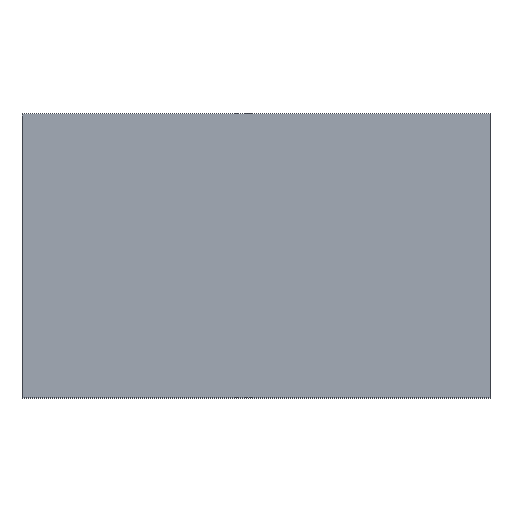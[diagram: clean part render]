
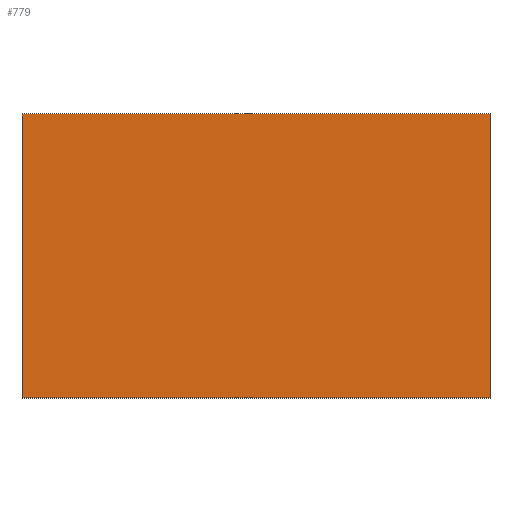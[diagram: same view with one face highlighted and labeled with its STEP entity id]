
A CAD part, top view. The second image highlights one B-rep face of the part: STEP entity #779.
In plain terms, the highlighted planar face has unit normal (0, 0, 1).
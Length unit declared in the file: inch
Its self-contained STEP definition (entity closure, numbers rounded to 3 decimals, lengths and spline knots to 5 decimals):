
#40 = LINE ( 'NONE', #628, #445 ) ;
#48 = ORIENTED_EDGE ( 'NONE', *, *, #242, .T. ) ;
#54 = ORIENTED_EDGE ( 'NONE', *, *, #267, .T. ) ;
#95 = CARTESIAN_POINT ( 'NONE',  ( -1.65, 2., 0.75 ) ) ;
#96 = DIRECTION ( 'NONE',  ( 0., -1., 0. ) ) ;
#112 = CARTESIAN_POINT ( 'NONE',  ( -1.65, 2., 0.75 ) ) ;
#145 = CARTESIAN_POINT ( 'NONE',  ( -1.65, 0., 0.75 ) ) ;
#155 = DIRECTION ( 'NONE',  ( 1., 0., 0. ) ) ;
#162 = DIRECTION ( 'NONE',  ( 1., 0., 0. ) ) ;
#165 = AXIS2_PLACEMENT_3D ( 'NONE', #890, #894, #897 ) ;
#242 = EDGE_CURVE ( 'NONE', #546, #578, #608, .T. ) ;
#247 = EDGE_LOOP ( 'NONE', ( #54, #661, #643, #48 ) ) ;
#263 = EDGE_CURVE ( 'NONE', #546, #527, #561, .T. ) ;
#267 = EDGE_CURVE ( 'NONE', #578, #538, #1013, .T. ) ;
#438 = EDGE_CURVE ( 'NONE', #527, #538, #40, .T. ) ;
#445 = VECTOR ( 'NONE', #605, 39.37008 ) ;
#527 = VERTEX_POINT ( 'NONE', #700 ) ;
#538 = VERTEX_POINT ( 'NONE', #707 ) ;
#546 = VERTEX_POINT ( 'NONE', #716 ) ;
#557 = VECTOR ( 'NONE', #162, 39.37008 ) ;
#561 = LINE ( 'NONE', #112, #1002 ) ;
#578 = VERTEX_POINT ( 'NONE', #717 ) ;
#605 = DIRECTION ( 'NONE',  ( 0., -1., 0. ) ) ;
#608 = LINE ( 'NONE', #95, #1016 ) ;
#628 = CARTESIAN_POINT ( 'NONE',  ( 1.65, 2., 0.75 ) ) ;
#643 = ORIENTED_EDGE ( 'NONE', *, *, #263, .F. ) ;
#661 = ORIENTED_EDGE ( 'NONE', *, *, #438, .F. ) ;
#700 = CARTESIAN_POINT ( 'NONE',  ( 1.65, 2., 0.75 ) ) ;
#707 = CARTESIAN_POINT ( 'NONE',  ( 1.65, 0., 0.75 ) ) ;
#716 = CARTESIAN_POINT ( 'NONE',  ( -1.65, 2., 0.75 ) ) ;
#717 = CARTESIAN_POINT ( 'NONE',  ( -1.65, 0., 0.75 ) ) ;
#779 = ADVANCED_FACE ( 'NONE', ( #1028 ), #887, .F. ) ;
#887 = PLANE ( 'NONE',  #165 ) ;
#890 = CARTESIAN_POINT ( 'NONE',  ( -1.65, 2., 0.75 ) ) ;
#894 = DIRECTION ( 'NONE',  ( 0., 0., -1. ) ) ;
#897 = DIRECTION ( 'NONE',  ( -1., 0., 0. ) ) ;
#1002 = VECTOR ( 'NONE', #155, 39.37008 ) ;
#1013 = LINE ( 'NONE', #145, #557 ) ;
#1016 = VECTOR ( 'NONE', #96, 39.37008 ) ;
#1028 = FACE_OUTER_BOUND ( 'NONE', #247, .T. ) ;
